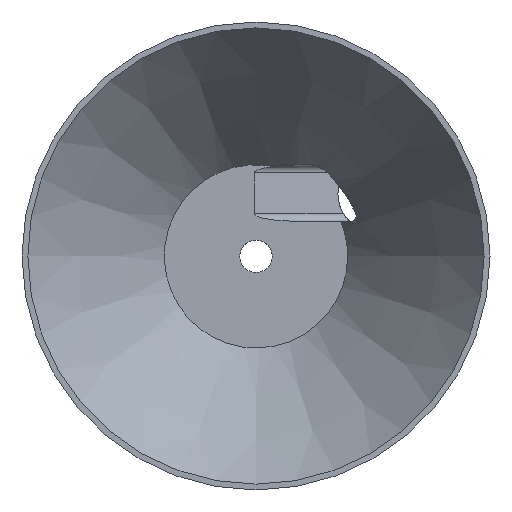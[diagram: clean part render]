
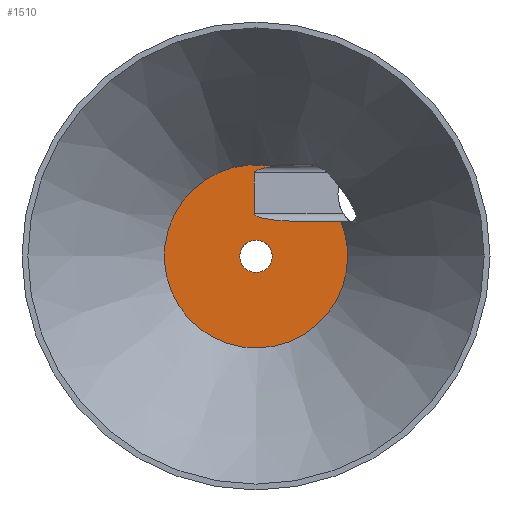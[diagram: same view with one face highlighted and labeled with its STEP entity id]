
A CAD part, top view. The second image highlights one B-rep face of the part: STEP entity #1510.
In plain terms, the highlighted planar face has unit normal (0, 0, 1).
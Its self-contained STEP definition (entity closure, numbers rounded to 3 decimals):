
#23=ELLIPSE('',#1625,11.518,2.);
#24=ELLIPSE('',#1628,11.518,2.);
#53=FACE_BOUND('',#230,.T.);
#72=PLANE('',#1638);
#144=FACE_OUTER_BOUND('',#229,.T.);
#229=EDGE_LOOP('',(#1298,#1299,#1300,#1301,#1302,#1303,#1304));
#230=EDGE_LOOP('',(#1305));
#396=CIRCLE('',#1639,23.5);
#397=CIRCLE('',#1640,23.5);
#398=CIRCLE('',#1641,4.15);
#443=LINE('',#4514,#512);
#455=LINE('',#4535,#524);
#467=LINE('',#4615,#536);
#512=VECTOR('',#1855,10.);
#524=VECTOR('',#1869,10.);
#536=VECTOR('',#1917,10.);
#671=VERTEX_POINT('',#4512);
#672=VERTEX_POINT('',#4513);
#679=VERTEX_POINT('',#4532);
#680=VERTEX_POINT('',#4534);
#685=VERTEX_POINT('',#4560);
#694=VERTEX_POINT('',#4614);
#695=VERTEX_POINT('',#4616);
#696=VERTEX_POINT('',#4619);
#877=EDGE_CURVE('',#671,#672,#443,.T.);
#889=EDGE_CURVE('',#680,#679,#455,.T.);
#900=EDGE_CURVE('',#672,#685,#23,.T.);
#903=EDGE_CURVE('',#679,#671,#24,.T.);
#916=EDGE_CURVE('',#694,#685,#467,.T.);
#917=EDGE_CURVE('',#694,#695,#396,.T.);
#918=EDGE_CURVE('',#695,#680,#397,.T.);
#919=EDGE_CURVE('',#696,#696,#398,.T.);
#1298=ORIENTED_EDGE('',*,*,#889,.T.);
#1299=ORIENTED_EDGE('',*,*,#903,.T.);
#1300=ORIENTED_EDGE('',*,*,#877,.T.);
#1301=ORIENTED_EDGE('',*,*,#900,.T.);
#1302=ORIENTED_EDGE('',*,*,#916,.F.);
#1303=ORIENTED_EDGE('',*,*,#917,.T.);
#1304=ORIENTED_EDGE('',*,*,#918,.T.);
#1305=ORIENTED_EDGE('',*,*,#919,.T.);
#1510=ADVANCED_FACE('',(#144,#53),#72,.T.);
#1625=AXIS2_PLACEMENT_3D('',#4561,#1884,#1885);
#1628=AXIS2_PLACEMENT_3D('',#4572,#1891,#1892);
#1638=AXIS2_PLACEMENT_3D('',#4613,#1915,#1916);
#1639=AXIS2_PLACEMENT_3D('',#4617,#1918,#1919);
#1640=AXIS2_PLACEMENT_3D('',#4618,#1920,#1921);
#1641=AXIS2_PLACEMENT_3D('',#4620,#1922,#1923);
#1855=DIRECTION('',(0.,1.,0.));
#1869=DIRECTION('',(-1.,0.,0.));
#1884=DIRECTION('center_axis',(0.,0.,
-1.));
#1885=DIRECTION('ref_axis',(-1.,0.,0.));
#1891=DIRECTION('center_axis',(0.,0.,
-1.));
#1892=DIRECTION('ref_axis',(-1.,0.,0.));
#1915=DIRECTION('center_axis',(0.,0.,
1.));
#1916=DIRECTION('ref_axis',(1.,0.,0.));
#1917=DIRECTION('',(1.,0.,0.));
#1918=DIRECTION('center_axis',(0.,0.,
1.));
#1919=DIRECTION('ref_axis',(-1.,0.,0.));
#1920=DIRECTION('center_axis',(0.,0.,
1.));
#1921=DIRECTION('ref_axis',(-1.,0.,0.));
#1922=DIRECTION('center_axis',(0.,0.,
-1.));
#1923=DIRECTION('ref_axis',(-1.,0.,0.));
#4512=CARTESIAN_POINT('',(-0.4,10.925,15.));
#4513=CARTESIAN_POINT('',(-0.4,21.425,15.));
#4514=CARTESIAN_POINT('',(-0.4,5.462,15.));
#4532=CARTESIAN_POINT('',(11.118,8.925,15.));
#4534=CARTESIAN_POINT('',(21.739,8.925,15.));
#4535=CARTESIAN_POINT('',(0.239,8.925,15.));
#4560=CARTESIAN_POINT('',(9.607,23.408,15.));
#4561=CARTESIAN_POINT('Origin',(11.118,21.425,15.));
#4572=CARTESIAN_POINT('Origin',(11.118,10.925,15.));
#4613=CARTESIAN_POINT('Origin',(0.,0.,
15.));
#4614=CARTESIAN_POINT('',(2.083,23.408,15.));
#4615=CARTESIAN_POINT('',(0.,23.408,15.));
#4616=CARTESIAN_POINT('',(23.5,0.,15.));
#4617=CARTESIAN_POINT('Origin',(0.,0.,
15.));
#4618=CARTESIAN_POINT('Origin',(0.,0.,
15.));
#4619=CARTESIAN_POINT('',(4.15,0.,15.));
#4620=CARTESIAN_POINT('Origin',(0.,0.,
15.));
